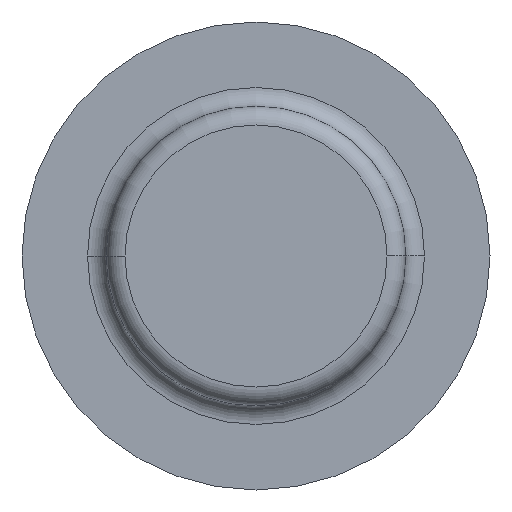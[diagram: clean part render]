
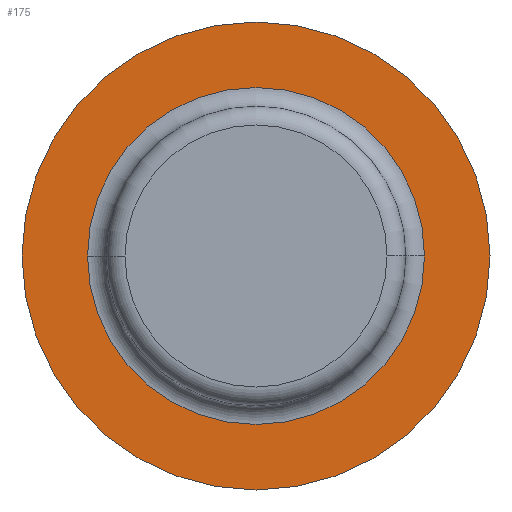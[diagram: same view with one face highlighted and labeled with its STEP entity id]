
A CAD part, front view. The second image highlights one B-rep face of the part: STEP entity #175.
In plain terms, the highlighted planar face has unit normal (0, -1, 0).
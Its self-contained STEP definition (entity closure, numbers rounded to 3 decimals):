
#7 = CARTESIAN_POINT ( 'NONE',  ( 10., 13., 0. ) ) ;
#8 = ORIENTED_EDGE ( 'NONE', *, *, #292, .F. ) ;
#18 = DIRECTION ( 'NONE',  ( -1., 0., 0. ) ) ;
#34 = DIRECTION ( 'NONE',  ( -1., 0., 0. ) ) ;
#35 = EDGE_CURVE ( 'NONE', #232, #227, #375, .T. ) ;
#43 = CARTESIAN_POINT ( 'NONE',  ( 0., 13., 0. ) ) ;
#52 = DIRECTION ( 'NONE',  ( -1., 0., 0. ) ) ;
#60 = DIRECTION ( 'NONE',  ( -1., 0., 0. ) ) ;
#79 = DIRECTION ( 'NONE',  ( 0., 1., 0. ) ) ;
#92 = EDGE_LOOP ( 'NONE', ( #437, #475 ) ) ;
#117 = FACE_BOUND ( 'NONE', #92, .T. ) ;
#144 = AXIS2_PLACEMENT_3D ( 'NONE', #308, #380, #195 ) ;
#148 = CARTESIAN_POINT ( 'NONE',  ( 0., 13., 0. ) ) ;
#166 = EDGE_CURVE ( 'NONE', #180, #170, #438, .T. ) ;
#170 = VERTEX_POINT ( 'NONE', #386 ) ;
#175 = ADVANCED_FACE ( 'NONE', ( #117, #349 ), #460, .F. ) ;
#177 = ORIENTED_EDGE ( 'NONE', *, *, #35, .F. ) ;
#178 = AXIS2_PLACEMENT_3D ( 'NONE', #322, #479, #52 ) ;
#180 = VERTEX_POINT ( 'NONE', #382 ) ;
#189 = CIRCLE ( 'NONE', #178, 10. ) ;
#195 = DIRECTION ( 'NONE',  ( -1., 0., 0. ) ) ;
#227 = VERTEX_POINT ( 'NONE', #432 ) ;
#232 = VERTEX_POINT ( 'NONE', #7 ) ;
#238 = CIRCLE ( 'NONE', #318, 7.2 ) ;
#292 = EDGE_CURVE ( 'NONE', #227, #232, #189, .T. ) ;
#308 = CARTESIAN_POINT ( 'NONE',  ( 6.4, 13., 0. ) ) ;
#315 = AXIS2_PLACEMENT_3D ( 'NONE', #43, #79, #34 ) ;
#318 = AXIS2_PLACEMENT_3D ( 'NONE', #443, #447, #18 ) ;
#322 = CARTESIAN_POINT ( 'NONE',  ( 0., 13., 0. ) ) ;
#327 = EDGE_LOOP ( 'NONE', ( #8, #177 ) ) ;
#349 = FACE_OUTER_BOUND ( 'NONE', #327, .T. ) ;
#351 = EDGE_CURVE ( 'NONE', #170, #180, #238, .T. ) ;
#375 = CIRCLE ( 'NONE', #401, 10. ) ;
#380 = DIRECTION ( 'NONE',  ( 0., 1., 0. ) ) ;
#382 = CARTESIAN_POINT ( 'NONE',  ( 7.2, 13., 0. ) ) ;
#386 = CARTESIAN_POINT ( 'NONE',  ( -7.2, 13., 0. ) ) ;
#401 = AXIS2_PLACEMENT_3D ( 'NONE', #148, #487, #60 ) ;
#432 = CARTESIAN_POINT ( 'NONE',  ( -10., 13., 0. ) ) ;
#437 = ORIENTED_EDGE ( 'NONE', *, *, #351, .T. ) ;
#438 = CIRCLE ( 'NONE', #315, 7.2 ) ;
#443 = CARTESIAN_POINT ( 'NONE',  ( 0., 13., 0. ) ) ;
#447 = DIRECTION ( 'NONE',  ( 0., 1., 0. ) ) ;
#460 = PLANE ( 'NONE',  #144 ) ;
#475 = ORIENTED_EDGE ( 'NONE', *, *, #166, .T. ) ;
#479 = DIRECTION ( 'NONE',  ( 0., 1., 0. ) ) ;
#487 = DIRECTION ( 'NONE',  ( 0., 1., 0. ) ) ;
